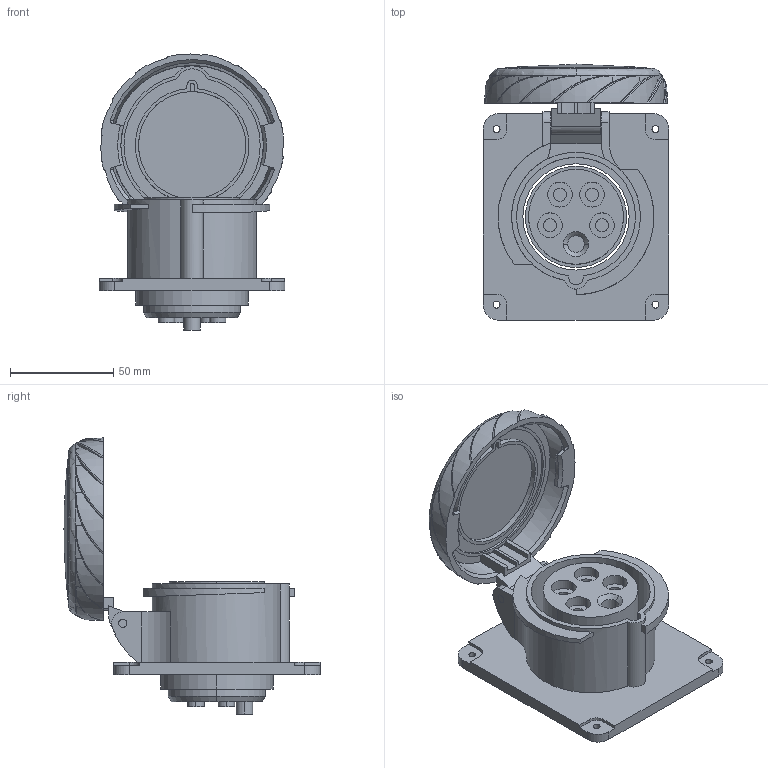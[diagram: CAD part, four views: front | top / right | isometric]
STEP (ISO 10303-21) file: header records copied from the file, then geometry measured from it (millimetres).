
FILE_DESCRIPTION((''),'2;1');
FILE_NAME('PKF16G735_3D-SIMPLIFIED_ASM','2023-02-14T12:39:16',('melanie.cordero'),(''),'CREO PARAMETRIC BY PTC INC, 2018260','CREO PARAMETRIC BY PTC INC, 2018260','');
FILE_SCHEMA(('CONFIG_CONTROL_DESIGN'));
Length unit declared in the file: millimetre
Products named in the file (8): PRT002_1; PRT002_2; PRT002_3; PRT002_4; PRT002_6; PRT002_7; PRT002_5_ASM; PKF16G735_3D-SIMPLIFIED_ASM
Assembly tree (7 placements, depth 3):
  PKF16G735_3D-SIMPLIFIED_ASM
    PRT002_1
    PRT002_2
    PRT002_3
    PRT002_4
    PRT002_5_ASM
      PRT002_6
      PRT002_7
Bounding box: 90 x 124.03 x 133.72 mm (x, y, z)
Volume: 218911 mm3; surface area: 86725.1 mm2
Topology: 6 solids, 6 shells, 365 faces, 1009 edges, 675 vertices
Faces by surface type: cylinder 135, plane 122, bspline 56, torus 30, cone 12, sphere 10
Entity records: 16207 total; most frequent: CARTESIAN_POINT 6997, ORIENTED_EDGE 1998, DIRECTION 1813, EDGE_CURVE 999, AXIS2_PLACEMENT_3D 745, VERTEX_POINT 675, CIRCLE 419, EDGE_LOOP 412
